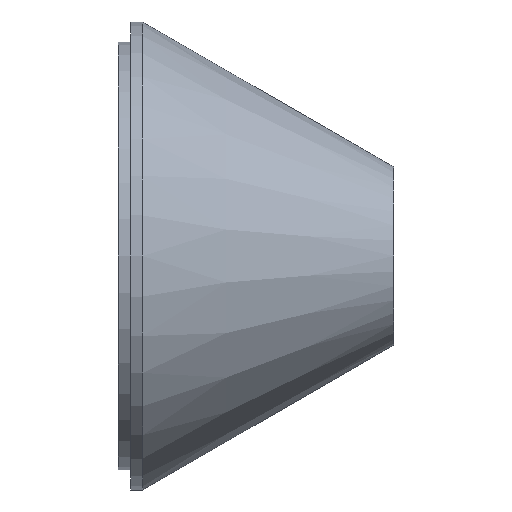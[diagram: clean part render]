
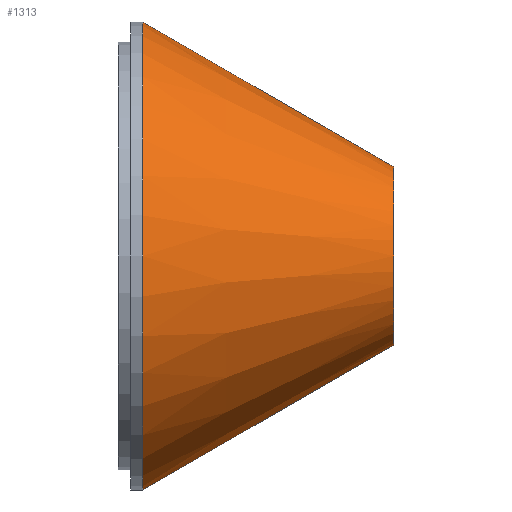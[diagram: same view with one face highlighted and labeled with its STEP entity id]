
A CAD part, front view. The second image highlights one B-rep face of the part: STEP entity #1313.
In plain terms, the highlighted conical face has half-angle 30 degrees and reference radius 20 mm.
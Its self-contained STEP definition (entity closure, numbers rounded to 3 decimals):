
#11 = VERTEX_POINT ( 'NONE', #913 ) ;
#25 = VERTEX_POINT ( 'NONE', #1164 ) ;
#82 = DIRECTION ( 'NONE',  ( -1., 0., 0. ) ) ;
#127 = DIRECTION ( 'NONE',  ( -1., 0., 0. ) ) ;
#141 = EDGE_LOOP ( 'NONE', ( #1262, #188, #1250, #498 ) ) ;
#188 = ORIENTED_EDGE ( 'NONE', *, *, #540, .T. ) ;
#195 = AXIS2_PLACEMENT_3D ( 'NONE', #335, #346, #673 ) ;
#248 = CARTESIAN_POINT ( 'NONE',  ( 61.7, 0., -20. ) ) ;
#295 = FACE_OUTER_BOUND ( 'NONE', #141, .T. ) ;
#308 = CARTESIAN_POINT ( 'NONE',  ( 61.7, 0., 0. ) ) ;
#318 = EDGE_CURVE ( 'NONE', #1065, #1237, #1363, .T. ) ;
#335 = CARTESIAN_POINT ( 'NONE',  ( 61.7, 0., 0. ) ) ;
#339 = DIRECTION ( 'NONE',  ( 0., 0., 1. ) ) ;
#346 = DIRECTION ( 'NONE',  ( -1., 0., 0. ) ) ;
#362 = DIRECTION ( 'NONE',  ( -0.866, 0., -0.5 ) ) ;
#409 = DIRECTION ( 'NONE',  ( 0., 0., 1. ) ) ;
#498 = ORIENTED_EDGE ( 'NONE', *, *, #318, .F. ) ;
#530 = AXIS2_PLACEMENT_3D ( 'NONE', #308, #82, #409 ) ;
#531 = VECTOR ( 'NONE', #686, 1000. ) ;
#540 = EDGE_CURVE ( 'NONE', #25, #11, #781, .T. ) ;
#643 = AXIS2_PLACEMENT_3D ( 'NONE', #1323, #127, #339 ) ;
#673 = DIRECTION ( 'NONE',  ( 0., 0., 1. ) ) ;
#686 = DIRECTION ( 'NONE',  ( -0.866, 0., 0.5 ) ) ;
#691 = EDGE_CURVE ( 'NONE', #11, #1237, #1223, .T. ) ;
#781 = CIRCLE ( 'NONE', #195, 20. ) ;
#856 = VECTOR ( 'NONE', #362, 1000. ) ;
#890 = LINE ( 'NONE', #248, #856 ) ;
#913 = CARTESIAN_POINT ( 'NONE',  ( 61.7, 0., 20. ) ) ;
#933 = CARTESIAN_POINT ( 'NONE',  ( 5.408, 0., -52.5 ) ) ;
#1007 = CONICAL_SURFACE ( 'NONE', #530, 20., 0.524 ) ;
#1020 = CARTESIAN_POINT ( 'NONE',  ( 5.408, 0., 52.5 ) ) ;
#1065 = VERTEX_POINT ( 'NONE', #933 ) ;
#1164 = CARTESIAN_POINT ( 'NONE',  ( 61.7, 0., -20. ) ) ;
#1223 = LINE ( 'NONE', #1243, #531 ) ;
#1237 = VERTEX_POINT ( 'NONE', #1020 ) ;
#1243 = CARTESIAN_POINT ( 'NONE',  ( 61.7, 0., 20. ) ) ;
#1250 = ORIENTED_EDGE ( 'NONE', *, *, #691, .T. ) ;
#1262 = ORIENTED_EDGE ( 'NONE', *, *, #1362, .F. ) ;
#1313 = ADVANCED_FACE ( 'NONE', ( #295 ), #1007, .T. ) ;
#1323 = CARTESIAN_POINT ( 'NONE',  ( 5.408, 0., 0. ) ) ;
#1362 = EDGE_CURVE ( 'NONE', #25, #1065, #890, .T. ) ;
#1363 = CIRCLE ( 'NONE', #643, 52.5 ) ;
